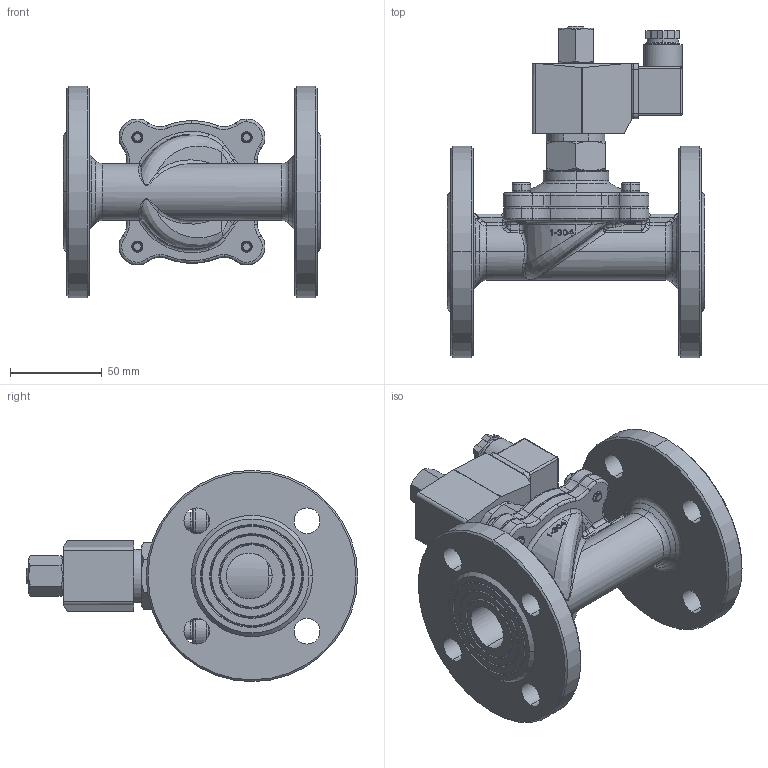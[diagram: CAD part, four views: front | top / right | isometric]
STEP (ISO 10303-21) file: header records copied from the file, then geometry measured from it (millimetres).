
FILE_DESCRIPTION (( 'STEP AP214' ), '1' );
FILE_NAME ('242FL DN25 NO.STEP', '2023-05-05T11:47:56', ( 'admin' ), ( 'Hewlett-Packard Company' ), 'SwSTEP 2.0', 'SolidWorks 2015', '' );
FILE_SCHEMA (( 'AUTOMOTIVE_DESIGN' ));
Length unit declared in the file: millimetre
Products named in the file (21): PRT0004-1; ENG-005435; ENG-005434; ENG-005433; ENG-005430; ENG-005432; ENG-005431; PRT0131-1; ENG-005444; 242FL DN25 NO; ENG-005448_1; ENG-005447; ENG-005443; ENG-005442; ENG-005441; ENG-005440; ENG-005439; ENG-005438; ENG-005437; ENG-005436; PRT0005-1
Assembly tree (20 placements, depth 3):
  242FL DN25 NO
    ENG-005430
      ENG-005431
      ENG-005432
    ENG-005433
    ENG-005434
    ENG-005435
    ENG-005436
      PRT0004-1
      PRT0005-1
    ENG-005437
    ENG-005438
    ENG-005439
    ENG-005440
    ENG-005441
    ENG-005442
    ENG-005443
    ENG-005447
    ENG-005448_1
    ENG-005444
    PRT0131-1
Bounding box: 140 x 180.2 x 115 mm (x, y, z)
Volume: 449422.5 mm3; surface area: 163514.3 mm2
Topology: 17 solids, 18 shells, 1352 faces, 3648 edges, 2371 vertices
Faces by surface type: cylinder 431, bspline 392, plane 323, cone 118, torus 77, sphere 11
Full cylindrical faces by diameter (mm): 2.8 x1
Entity records: 107639 total; most frequent: CARTESIAN_POINT 62070, ORIENTED_EDGE 7252, DIRECTION 4778, EDGE_CURVE 3627, VERTEX_POINT 2371, AXIS2_PLACEMENT_3D 1813, B_SPLINE_CURVE_WITH_KNOTS 1487, EDGE_LOOP 1481
